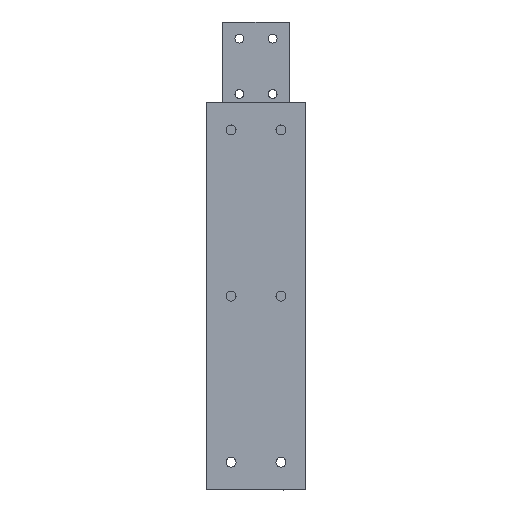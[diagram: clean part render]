
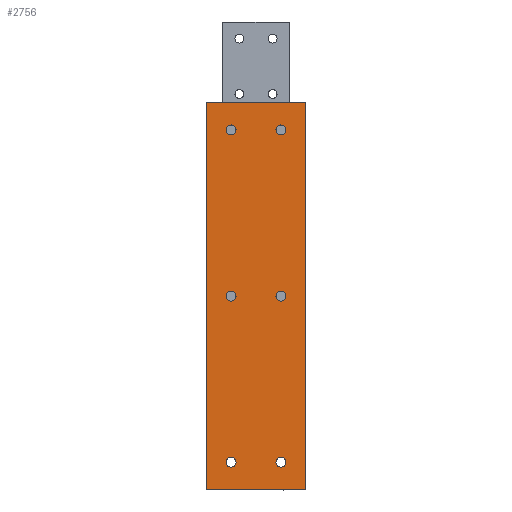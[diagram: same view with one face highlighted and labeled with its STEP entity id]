
A CAD part, left-side view. The second image highlights one B-rep face of the part: STEP entity #2756.
In plain terms, the highlighted planar face has unit normal (-1, 0, 0).
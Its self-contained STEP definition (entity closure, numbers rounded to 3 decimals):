
#1 = EDGE_LOOP ( 'NONE', ( #1537, #2148 ) ) ;
#15 = EDGE_CURVE ( 'NONE', #1017, #1320, #21, .T. ) ;
#19 = CARTESIAN_POINT ( 'NONE',  ( 0., 67.5, 0. ) ) ;
#21 = CIRCLE ( 'NONE', #1142, 4.5 ) ;
#37 = CARTESIAN_POINT ( 'NONE',  ( 0., 67.5, -150. ) ) ;
#46 = DIRECTION ( 'NONE',  ( 1., 0., 0. ) ) ;
#47 = VECTOR ( 'NONE', #2860, 1000. ) ;
#69 = EDGE_LOOP ( 'NONE', ( #1292, #1649 ) ) ;
#94 = DIRECTION ( 'NONE',  ( 0., 0., -1. ) ) ;
#101 = AXIS2_PLACEMENT_3D ( 'NONE', #1412, #2270, #2487 ) ;
#127 = DIRECTION ( 'NONE',  ( 1., 0., 0. ) ) ;
#149 = VERTEX_POINT ( 'NONE', #655 ) ;
#160 = CARTESIAN_POINT ( 'NONE',  ( 0., 0., 175. ) ) ;
#196 = EDGE_CURVE ( 'NONE', #412, #546, #673, .T. ) ;
#201 = CARTESIAN_POINT ( 'NONE',  ( 0., 0., 175. ) ) ;
#230 = FACE_OUTER_BOUND ( 'NONE', #375, .T. ) ;
#244 = ORIENTED_EDGE ( 'NONE', *, *, #268, .T. ) ;
#262 = DIRECTION ( 'NONE',  ( 0., 0., -1. ) ) ;
#268 = EDGE_CURVE ( 'NONE', #1898, #1685, #416, .T. ) ;
#284 = ORIENTED_EDGE ( 'NONE', *, *, #2869, .T. ) ;
#292 = CIRCLE ( 'NONE', #2014, 4.5 ) ;
#298 = ORIENTED_EDGE ( 'NONE', *, *, #1638, .T. ) ;
#302 = DIRECTION ( 'NONE',  ( 0., 0., -1. ) ) ;
#306 = DIRECTION ( 'NONE',  ( 0., 0., -1. ) ) ;
#341 = CARTESIAN_POINT ( 'NONE',  ( 0., 22.5, -145.5 ) ) ;
#355 = DIRECTION ( 'NONE',  ( 0., 0., -1. ) ) ;
#370 = CIRCLE ( 'NONE', #2377, 4.5 ) ;
#373 = VERTEX_POINT ( 'NONE', #488 ) ;
#375 = EDGE_LOOP ( 'NONE', ( #284, #2420, #1998, #1744 ) ) ;
#388 = DIRECTION ( 'NONE',  ( 0., 0., -1. ) ) ;
#400 = DIRECTION ( 'NONE',  ( 0., -1., 0. ) ) ;
#402 = CARTESIAN_POINT ( 'NONE',  ( 0., 0., -175. ) ) ;
#412 = VERTEX_POINT ( 'NONE', #2573 ) ;
#416 = CIRCLE ( 'NONE', #1116, 4.5 ) ;
#417 = DIRECTION ( 'NONE',  ( 0., 0., -1. ) ) ;
#488 = CARTESIAN_POINT ( 'NONE',  ( 0., 67.5, 145.5 ) ) ;
#505 = VERTEX_POINT ( 'NONE', #341 ) ;
#518 = EDGE_CURVE ( 'NONE', #2390, #373, #1441, .T. ) ;
#544 = EDGE_LOOP ( 'NONE', ( #298, #244 ) ) ;
#546 = VERTEX_POINT ( 'NONE', #2705 ) ;
#579 = AXIS2_PLACEMENT_3D ( 'NONE', #1658, #2526, #302 ) ;
#583 = CARTESIAN_POINT ( 'NONE',  ( 0., 90., 175. ) ) ;
#597 = CARTESIAN_POINT ( 'NONE',  ( 0., 67.5, 150. ) ) ;
#632 = DIRECTION ( 'NONE',  ( 0., 0., -1. ) ) ;
#649 = PLANE ( 'NONE',  #1218 ) ;
#655 = CARTESIAN_POINT ( 'NONE',  ( 0., 67.5, -154.5 ) ) ;
#672 = AXIS2_PLACEMENT_3D ( 'NONE', #2067, #747, #262 ) ;
#673 = LINE ( 'NONE', #1337, #1511 ) ;
#694 = EDGE_CURVE ( 'NONE', #1166, #149, #2314, .T. ) ;
#725 = CIRCLE ( 'NONE', #1232, 4.5 ) ;
#747 = DIRECTION ( 'NONE',  ( 1., 0., 0. ) ) ;
#756 = CARTESIAN_POINT ( 'NONE',  ( 0., 22.5, -150. ) ) ;
#768 = DIRECTION ( 'NONE',  ( 1., 0., 0. ) ) ;
#771 = DIRECTION ( 'NONE',  ( 1., 0., 0. ) ) ;
#821 = ORIENTED_EDGE ( 'NONE', *, *, #518, .T. ) ;
#865 = CARTESIAN_POINT ( 'NONE',  ( 0., 67.5, 150. ) ) ;
#892 = AXIS2_PLACEMENT_3D ( 'NONE', #597, #771, #2805 ) ;
#900 = CARTESIAN_POINT ( 'NONE',  ( 0., 22.5, -4.5 ) ) ;
#939 = CARTESIAN_POINT ( 'NONE',  ( 0., 67.5, -145.5 ) ) ;
#1017 = VERTEX_POINT ( 'NONE', #2417 ) ;
#1035 = EDGE_CURVE ( 'NONE', #2640, #1145, #1370, .T. ) ;
#1061 = CARTESIAN_POINT ( 'NONE',  ( 0., 67.5, 0. ) ) ;
#1116 = AXIS2_PLACEMENT_3D ( 'NONE', #2504, #46, #1605 ) ;
#1142 = AXIS2_PLACEMENT_3D ( 'NONE', #2382, #768, #2154 ) ;
#1145 = VERTEX_POINT ( 'NONE', #1876 ) ;
#1166 = VERTEX_POINT ( 'NONE', #939 ) ;
#1170 = CARTESIAN_POINT ( 'NONE',  ( 0., 67.5, 4.5 ) ) ;
#1218 = AXIS2_PLACEMENT_3D ( 'NONE', #201, #1558, #388 ) ;
#1232 = AXIS2_PLACEMENT_3D ( 'NONE', #19, #2435, #1996 ) ;
#1239 = CARTESIAN_POINT ( 'NONE',  ( 0., 22.5, 154.5 ) ) ;
#1292 = ORIENTED_EDGE ( 'NONE', *, *, #15, .T. ) ;
#1319 = CIRCLE ( 'NONE', #2428, 4.5 ) ;
#1320 = VERTEX_POINT ( 'NONE', #1239 ) ;
#1337 = CARTESIAN_POINT ( 'NONE',  ( 0., 0., 175. ) ) ;
#1364 = AXIS2_PLACEMENT_3D ( 'NONE', #1735, #2605, #632 ) ;
#1365 = EDGE_CURVE ( 'NONE', #1320, #1017, #2558, .T. ) ;
#1370 = LINE ( 'NONE', #1993, #2287 ) ;
#1381 = EDGE_CURVE ( 'NONE', #2628, #505, #2011, .T. ) ;
#1412 = CARTESIAN_POINT ( 'NONE',  ( 0., 22.5, -150. ) ) ;
#1430 = EDGE_CURVE ( 'NONE', #149, #1166, #1319, .T. ) ;
#1440 = CARTESIAN_POINT ( 'NONE',  ( 0., 22.5, -154.5 ) ) ;
#1441 = CIRCLE ( 'NONE', #2193, 4.5 ) ;
#1483 = ORIENTED_EDGE ( 'NONE', *, *, #1907, .T. ) ;
#1497 = LINE ( 'NONE', #160, #1640 ) ;
#1499 = FACE_BOUND ( 'NONE', #1610, .T. ) ;
#1511 = VECTOR ( 'NONE', #1552, 1000. ) ;
#1518 = LINE ( 'NONE', #402, #47 ) ;
#1528 = EDGE_CURVE ( 'NONE', #2640, #412, #1497, .T. ) ;
#1537 = ORIENTED_EDGE ( 'NONE', *, *, #2001, .T. ) ;
#1540 = FACE_BOUND ( 'NONE', #1, .T. ) ;
#1552 = DIRECTION ( 'NONE',  ( 0., 0., -1. ) ) ;
#1558 = DIRECTION ( 'NONE',  ( 1., 0., 0. ) ) ;
#1605 = DIRECTION ( 'NONE',  ( 0., 0., -1. ) ) ;
#1610 = EDGE_LOOP ( 'NONE', ( #2147, #1483 ) ) ;
#1638 = EDGE_CURVE ( 'NONE', #1685, #1898, #1832, .T. ) ;
#1640 = VECTOR ( 'NONE', #400, 1000. ) ;
#1649 = ORIENTED_EDGE ( 'NONE', *, *, #1365, .T. ) ;
#1658 = CARTESIAN_POINT ( 'NONE',  ( 0., 67.5, -150. ) ) ;
#1685 = VERTEX_POINT ( 'NONE', #900 ) ;
#1698 = EDGE_LOOP ( 'NONE', ( #1902, #821 ) ) ;
#1735 = CARTESIAN_POINT ( 'NONE',  ( 0., 22.5, 0. ) ) ;
#1744 = ORIENTED_EDGE ( 'NONE', *, *, #1035, .T. ) ;
#1832 = CIRCLE ( 'NONE', #1364, 4.5 ) ;
#1876 = CARTESIAN_POINT ( 'NONE',  ( 0., 90., -175. ) ) ;
#1898 = VERTEX_POINT ( 'NONE', #2294 ) ;
#1902 = ORIENTED_EDGE ( 'NONE', *, *, #2694, .T. ) ;
#1907 = EDGE_CURVE ( 'NONE', #505, #2628, #292, .T. ) ;
#1993 = CARTESIAN_POINT ( 'NONE',  ( 0., 90., 175. ) ) ;
#1996 = DIRECTION ( 'NONE',  ( 0., 0., -1. ) ) ;
#1998 = ORIENTED_EDGE ( 'NONE', *, *, #1528, .F. ) ;
#2001 = EDGE_CURVE ( 'NONE', #2622, #2085, #725, .T. ) ;
#2011 = CIRCLE ( 'NONE', #101, 4.5 ) ;
#2014 = AXIS2_PLACEMENT_3D ( 'NONE', #756, #2305, #306 ) ;
#2048 = EDGE_LOOP ( 'NONE', ( #2507, #2497 ) ) ;
#2067 = CARTESIAN_POINT ( 'NONE',  ( 0., 22.5, 150. ) ) ;
#2079 = DIRECTION ( 'NONE',  ( 1., 0., 0. ) ) ;
#2085 = VERTEX_POINT ( 'NONE', #1170 ) ;
#2147 = ORIENTED_EDGE ( 'NONE', *, *, #1381, .T. ) ;
#2148 = ORIENTED_EDGE ( 'NONE', *, *, #2819, .T. ) ;
#2154 = DIRECTION ( 'NONE',  ( 0., 0., -1. ) ) ;
#2178 = DIRECTION ( 'NONE',  ( 1., 0., 0. ) ) ;
#2190 = FACE_BOUND ( 'NONE', #544, .T. ) ;
#2193 = AXIS2_PLACEMENT_3D ( 'NONE', #865, #127, #355 ) ;
#2202 = CIRCLE ( 'NONE', #892, 4.5 ) ;
#2270 = DIRECTION ( 'NONE',  ( 1., 0., 0. ) ) ;
#2287 = VECTOR ( 'NONE', #417, 1000. ) ;
#2294 = CARTESIAN_POINT ( 'NONE',  ( 0., 22.5, 4.5 ) ) ;
#2305 = DIRECTION ( 'NONE',  ( 1., 0., 0. ) ) ;
#2314 = CIRCLE ( 'NONE', #579, 4.5 ) ;
#2371 = CARTESIAN_POINT ( 'NONE',  ( 0., 67.5, -4.5 ) ) ;
#2377 = AXIS2_PLACEMENT_3D ( 'NONE', #1061, #2178, #2847 ) ;
#2382 = CARTESIAN_POINT ( 'NONE',  ( 0., 22.5, 150. ) ) ;
#2386 = FACE_BOUND ( 'NONE', #1698, .T. ) ;
#2390 = VERTEX_POINT ( 'NONE', #2418 ) ;
#2417 = CARTESIAN_POINT ( 'NONE',  ( 0., 22.5, 145.5 ) ) ;
#2418 = CARTESIAN_POINT ( 'NONE',  ( 0., 67.5, 154.5 ) ) ;
#2420 = ORIENTED_EDGE ( 'NONE', *, *, #196, .F. ) ;
#2426 = FACE_BOUND ( 'NONE', #69, .T. ) ;
#2428 = AXIS2_PLACEMENT_3D ( 'NONE', #37, #2079, #94 ) ;
#2435 = DIRECTION ( 'NONE',  ( 1., 0., 0. ) ) ;
#2443 = FACE_BOUND ( 'NONE', #2048, .T. ) ;
#2487 = DIRECTION ( 'NONE',  ( 0., 0., -1. ) ) ;
#2497 = ORIENTED_EDGE ( 'NONE', *, *, #694, .T. ) ;
#2504 = CARTESIAN_POINT ( 'NONE',  ( 0., 22.5, 0. ) ) ;
#2507 = ORIENTED_EDGE ( 'NONE', *, *, #1430, .T. ) ;
#2526 = DIRECTION ( 'NONE',  ( 1., 0., 0. ) ) ;
#2558 = CIRCLE ( 'NONE', #672, 4.5 ) ;
#2573 = CARTESIAN_POINT ( 'NONE',  ( 0., 0., 175. ) ) ;
#2605 = DIRECTION ( 'NONE',  ( 1., 0., 0. ) ) ;
#2622 = VERTEX_POINT ( 'NONE', #2371 ) ;
#2628 = VERTEX_POINT ( 'NONE', #1440 ) ;
#2640 = VERTEX_POINT ( 'NONE', #583 ) ;
#2694 = EDGE_CURVE ( 'NONE', #373, #2390, #2202, .T. ) ;
#2705 = CARTESIAN_POINT ( 'NONE',  ( 0., 0., -175. ) ) ;
#2756 = ADVANCED_FACE ( 'NONE', ( #2443, #2190, #1540, #2426, #1499, #2386, #230 ), #649, .F. ) ;
#2805 = DIRECTION ( 'NONE',  ( 0., 0., -1. ) ) ;
#2819 = EDGE_CURVE ( 'NONE', #2085, #2622, #370, .T. ) ;
#2847 = DIRECTION ( 'NONE',  ( 0., 0., -1. ) ) ;
#2860 = DIRECTION ( 'NONE',  ( 0., -1., 0. ) ) ;
#2869 = EDGE_CURVE ( 'NONE', #1145, #546, #1518, .T. ) ;
